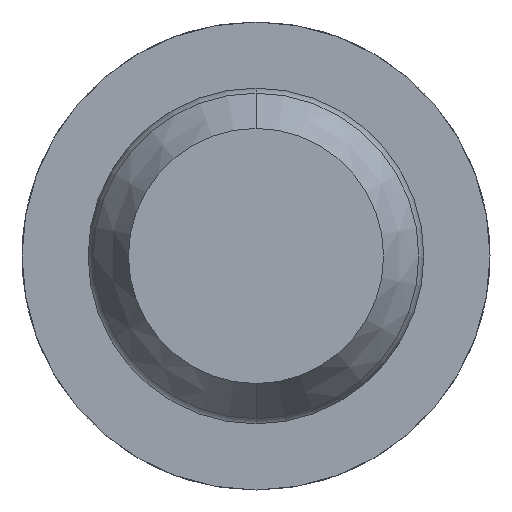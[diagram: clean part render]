
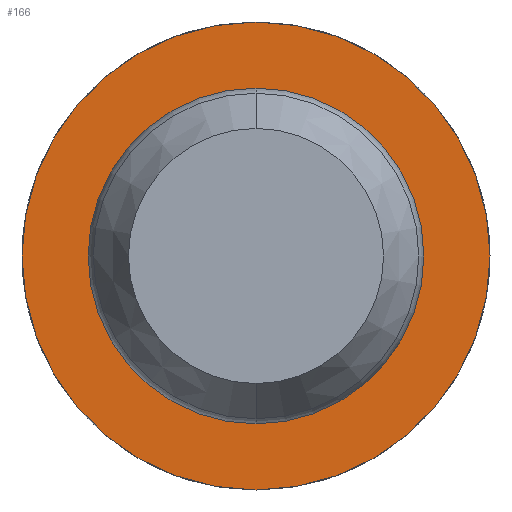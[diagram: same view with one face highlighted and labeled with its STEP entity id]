
A CAD part, front view. The second image highlights one B-rep face of the part: STEP entity #166.
In plain terms, the highlighted planar face has unit normal (0, -1, 0).
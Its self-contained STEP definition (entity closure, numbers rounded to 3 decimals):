
#166 = ADVANCED_FACE ( 'Defeature ausgef�hrt2_7', ( #4144, #1087 ), #991, .F. ) ;
#337 = DIRECTION ( 'NONE',  ( 0., 0., 1. ) ) ;
#368 = VERTEX_POINT ( 'NONE', #2678 ) ;
#480 = AXIS2_PLACEMENT_3D ( 'NONE', #1254, #3697, #2345 ) ;
#584 = DIRECTION ( 'NONE',  ( 0., 1., 0. ) ) ;
#593 = CIRCLE ( 'NONE', #2113, 1.15 ) ;
#619 = DIRECTION ( 'NONE',  ( 0., 0., 1. ) ) ;
#682 = ORIENTED_EDGE ( 'NONE', *, *, #3388, .F. ) ;
#898 = ORIENTED_EDGE ( 'NONE', *, *, #3200, .T. ) ;
#991 = PLANE ( 'NONE',  #3923 ) ;
#1087 = FACE_BOUND ( 'NONE', #3073, .T. ) ;
#1110 = DIRECTION ( 'NONE',  ( 0., 1., 0. ) ) ;
#1136 = CIRCLE ( 'NONE', #3151, 0.825 ) ;
#1254 = CARTESIAN_POINT ( 'NONE',  ( 0., -10., 0. ) ) ;
#1727 = CARTESIAN_POINT ( 'NONE',  ( 0., -10., 0. ) ) ;
#1817 = CARTESIAN_POINT ( 'NONE',  ( 0., -10., 0.825 ) ) ;
#1818 = ORIENTED_EDGE ( 'NONE', *, *, #4323, .F. ) ;
#2113 = AXIS2_PLACEMENT_3D ( 'NONE', #1727, #4575, #337 ) ;
#2345 = DIRECTION ( 'NONE',  ( 0., 0., 1. ) ) ;
#2406 = DIRECTION ( 'NONE',  ( 0., 1., 0. ) ) ;
#2423 = CIRCLE ( 'NONE', #3312, 1.15 ) ;
#2664 = VERTEX_POINT ( 'NONE', #3395 ) ;
#2678 = CARTESIAN_POINT ( 'NONE',  ( 0., -10., -1.15 ) ) ;
#2706 = ORIENTED_EDGE ( 'NONE', *, *, #4218, .T. ) ;
#2740 = CARTESIAN_POINT ( 'NONE',  ( 0., -10., 0. ) ) ;
#2787 = EDGE_LOOP ( 'NONE', ( #1818, #682 ) ) ;
#3073 = EDGE_LOOP ( 'NONE', ( #2706, #898 ) ) ;
#3151 = AXIS2_PLACEMENT_3D ( 'NONE', #3251, #1110, #3611 ) ;
#3200 = EDGE_CURVE ( 'Defeature ausgef�hrt2_7+Defeature ausgef�hrt2_8+Defeature ausgef�hrt2_8+Defeature ausgef�hrt2_8', #2664, #4237, #3419, .T. ) ;
#3251 = CARTESIAN_POINT ( 'NONE',  ( 0., -10., 0. ) ) ;
#3312 = AXIS2_PLACEMENT_3D ( 'NONE', #2740, #584, #619 ) ;
#3388 = EDGE_CURVE ( 'Defeature ausgef�hrt2_4+Defeature ausgef�hrt2_7+Defeature ausgef�hrt2_7+Defeature ausgef�hrt2_7', #368, #3918, #593, .T. ) ;
#3395 = CARTESIAN_POINT ( 'NONE',  ( 0., -10., -0.825 ) ) ;
#3419 = CIRCLE ( 'NONE', #480, 0.825 ) ;
#3484 = CARTESIAN_POINT ( 'NONE',  ( 1.15, -10., 0. ) ) ;
#3611 = DIRECTION ( 'NONE',  ( 0., 0., 1. ) ) ;
#3697 = DIRECTION ( 'NONE',  ( 0., 1., 0. ) ) ;
#3832 = CARTESIAN_POINT ( 'NONE',  ( 0., -10., 1.15 ) ) ;
#3892 = DIRECTION ( 'NONE',  ( 0., 0., 1. ) ) ;
#3918 = VERTEX_POINT ( 'NONE', #3832 ) ;
#3923 = AXIS2_PLACEMENT_3D ( 'NONE', #3484, #2406, #3892 ) ;
#4144 = FACE_OUTER_BOUND ( 'NONE', #2787, .T. ) ;
#4218 = EDGE_CURVE ( 'Defeature ausgef�hrt2_7+Defeature ausgef�hrt2_8+Defeature ausgef�hrt2_8+Defeature ausgef�hrt2_8', #4237, #2664, #1136, .T. ) ;
#4237 = VERTEX_POINT ( 'NONE', #1817 ) ;
#4323 = EDGE_CURVE ( 'Defeature ausgef�hrt2_4+Defeature ausgef�hrt2_7+Defeature ausgef�hrt2_7+Defeature ausgef�hrt2_7', #3918, #368, #2423, .T. ) ;
#4575 = DIRECTION ( 'NONE',  ( 0., 1., 0. ) ) ;
